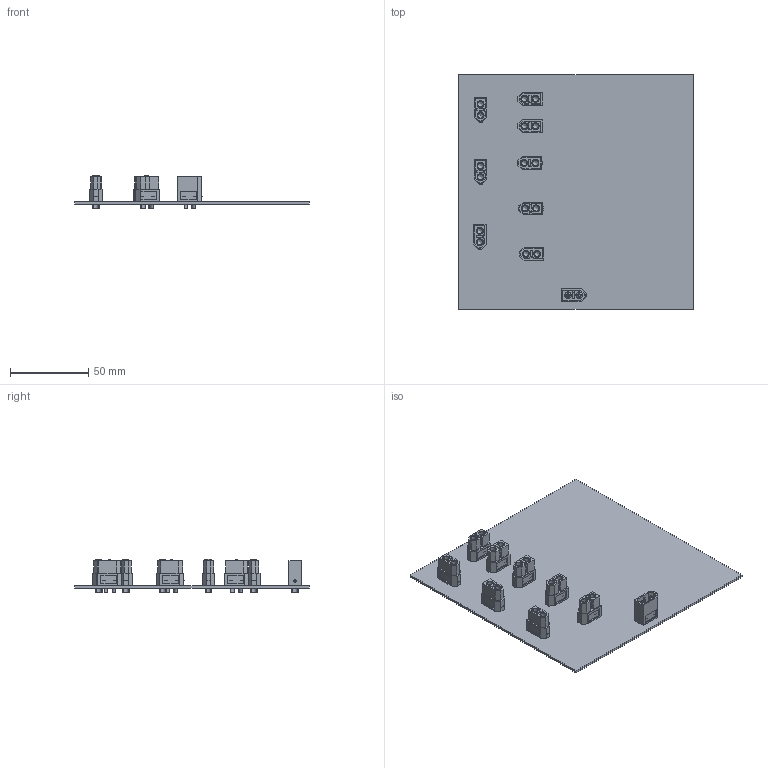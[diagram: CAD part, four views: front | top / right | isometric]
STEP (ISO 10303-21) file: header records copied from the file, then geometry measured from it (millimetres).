
FILE_DESCRIPTION(('KiCad electronic assembly'),'2;1');
FILE_NAME('Kratos26.step','2025-10-29T16:40:58',('Pcbnew'),('Kicad'), 'Open CASCADE STEP processor 7.8','KiCad to STEP converter','Unknown' );
FILE_SCHEMA(('AUTOMOTIVE_DESIGN { 1 0 10303 214 1 1 1 1 }'));
Length unit declared in the file: millimetre
Products named in the file (4): Kratos26 1; AMASS_XT60-F_1x02_P7.2mm_Vertical; AMASS_XT60-M_1x02_P7.2mm_Vertical; Kratos26_PCB
Assembly tree (10 placements, depth 2):
  Kratos26 1
    AMASS_XT60-F_1x02_P7.2mm_Vertical  x8
    AMASS_XT60-M_1x02_P7.2mm_Vertical
    Kratos26_PCB
Bounding box: 150 x 150 x 21.2 mm (x, y, z)
Volume: 44416.7 mm3; surface area: 66049.2 mm2
Topology: 28 solids, 28 shells, 803 faces, 2022 edges, 1344 vertices
Faces by surface type: plane 621, cylinder 138, cone 36, bspline 8
Full cylindrical faces by diameter (mm): 3 x18, 3.5 x16, 4.3 x36, 4.5 x34, 6 x18
Entity records: 7339 total; most frequent: CARTESIAN_POINT 1426, DIRECTION 1186, ORIENTED_EDGE 1172, EDGE_CURVE 586, LINE 418, VECTOR 418, VERTEX_POINT 392, AXIS2_PLACEMENT_3D 384
